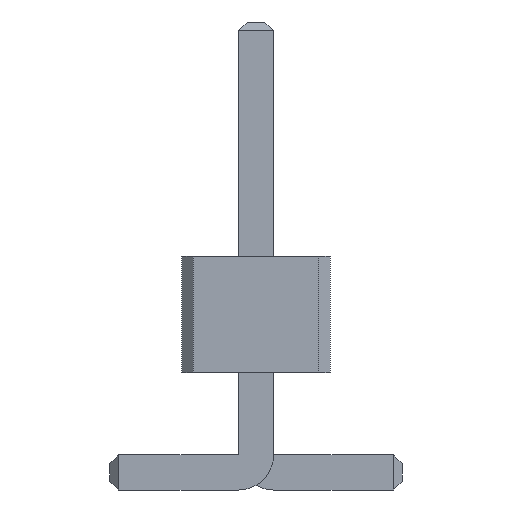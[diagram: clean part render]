
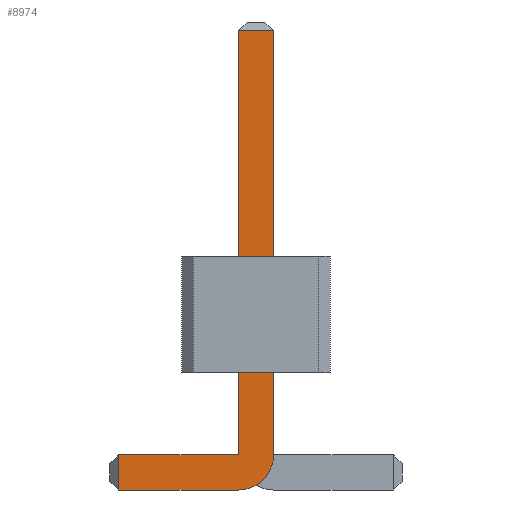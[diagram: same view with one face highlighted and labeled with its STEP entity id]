
A CAD part, front view. The second image highlights one B-rep face of the part: STEP entity #8974.
In plain terms, the highlighted planar face has unit normal (0, -1, 0).
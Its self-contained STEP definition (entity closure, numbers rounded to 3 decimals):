
#56=DIRECTION('',(0.,-1.,0.));
#67=DIRECTION('',(1.,0.,0.));
#1922=VECTOR('',#67,1.);
#1975=DIRECTION('',(-1.,0.,0.));
#3827=VECTOR('',#1975,1.);
#4079=DIRECTION('',(0.,0.,-1.));
#4098=VECTOR('',#4079,1.);
#8804=VECTOR('',#8805,1.);
#8805=DIRECTION('',(0.,0.,1.));
#8827=DIRECTION('',(0.,-1.,0.));
#8828=DIRECTION('',(-1.,0.,0.));
#8835=VERTEX_POINT('',#8836);
#8836=CARTESIAN_POINT('',(-1.175,-16.15,0.));
#8839=ORIENTED_EDGE('',*,*,#8840,.T.);
#8840=EDGE_CURVE('',#8835,#8841,#8843,.T.);
#8841=VERTEX_POINT('',#8842);
#8842=CARTESIAN_POINT('',(-0.15,-16.15,0.));
#8843=LINE('',#8844,#1922);
#8844=CARTESIAN_POINT('',(-1.25,-16.15,0.));
#8876=VERTEX_POINT('',#8877);
#8877=CARTESIAN_POINT('',(0.15,-16.15,0.3));
#8880=EDGE_CURVE('',#8841,#8876,#8881,.T.);
#8881=CIRCLE('',#8882,0.3);
#8882=AXIS2_PLACEMENT_3D('',#8883,#56,#4079);
#8883=CARTESIAN_POINT('',(-0.15,-16.15,0.3));
#8891=VERTEX_POINT('',#8883);
#8893=ORIENTED_EDGE('',*,*,#8894,.T.);
#8894=EDGE_CURVE('',#8891,#8895,#8897,.T.);
#8895=VERTEX_POINT('',#8896);
#8896=CARTESIAN_POINT('',(-1.175,-16.15,0.3));
#8897=LINE('',#8883,#3827);
#8907=ORIENTED_EDGE('',*,*,#8908,.T.);
#8908=EDGE_CURVE('',#8876,#8909,#8911,.T.);
#8909=VERTEX_POINT('',#8910);
#8910=CARTESIAN_POINT('',(0.15,-16.15,3.925));
#8911=LINE('',#8912,#8804);
#8912=CARTESIAN_POINT('',(0.15,-16.15,0.));
#8925=VERTEX_POINT('',#8926);
#8926=CARTESIAN_POINT('',(-0.15,-16.15,3.925));
#8928=ORIENTED_EDGE('',*,*,#8929,.T.);
#8929=EDGE_CURVE('',#8925,#8891,#8930,.T.);
#8930=LINE('',#8931,#4098);
#8931=CARTESIAN_POINT('',(-0.15,-16.15,4.));
#8974=ADVANCED_FACE('',(#8975),#8984,.T.);
#8975=FACE_BOUND('',#8976,.T.);
#8976=EDGE_LOOP('',(#8839,#8977,#8907,#8978,#8928,#8893,#8981));
#8977=ORIENTED_EDGE('',*,*,#8880,.T.);
#8978=ORIENTED_EDGE('',*,*,#8979,.T.);
#8979=EDGE_CURVE('',#8909,#8925,#8980,.T.);
#8980=LINE('',#8910,#3827);
#8981=ORIENTED_EDGE('',*,*,#8982,.T.);
#8982=EDGE_CURVE('',#8895,#8835,#8983,.T.);
#8983=LINE('',#8896,#4098);
#8984=PLANE('',#8985);
#8985=AXIS2_PLACEMENT_3D('',#8986,#8827,#8828);
#8986=CARTESIAN_POINT('',(-0.173,-16.15,1.623));
